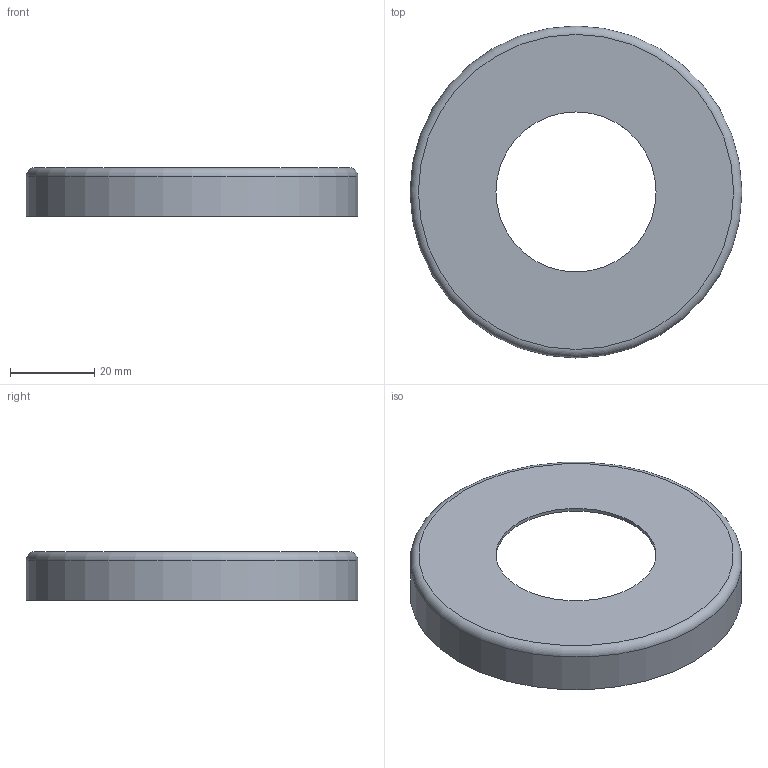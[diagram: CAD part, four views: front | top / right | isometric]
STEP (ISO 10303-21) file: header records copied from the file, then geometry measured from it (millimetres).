
FILE_DESCRIPTION(/* description */ (''),/* implementation_level */ '2;1');
FILE_NAME(/* name */ 'Tapa_Brida.stp',/* time_stamp */ '2020-08-09T15:36:53-05:00',/* author */ ('OPTIMUS PRIME'),/* organization */ (''),/* preprocessor_version */ 'ST-DEVELOPER v18',/* originating_system */ 'Autodesk Inventor 2020',/* authorisation */ '');
FILE_SCHEMA (('AUTOMOTIVE_DESIGN { 1 0 10303 214 3 1 1 }'));
Length unit declared in the file: millimetre
Products named in the file (1): Tapa_Brida
Bounding box: 79 x 79 x 11.5 mm (x, y, z)
Volume: 4976.2 mm3; surface area: 12734.2 mm2
Topology: 1 solids, 1 shells, 8 faces, 19 edges, 14 vertices
Faces by surface type: cylinder 3, plane 3, torus 2
Full cylindrical faces by diameter (mm): 38.1 x1, 77.4 x1, 79 x1
Entity records: 296 total; most frequent: DIRECTION 53, CARTESIAN_POINT 42, ORIENTED_EDGE 38, AXIS2_PLACEMENT_3D 25, EDGE_CURVE 19, CIRCLE 16, VERTEX_POINT 14, EDGE_LOOP 11
